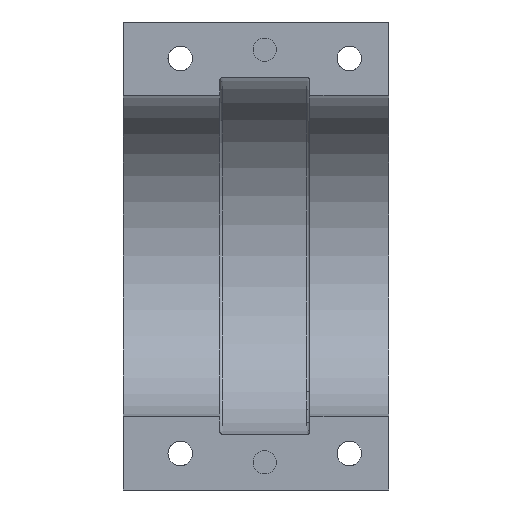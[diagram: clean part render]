
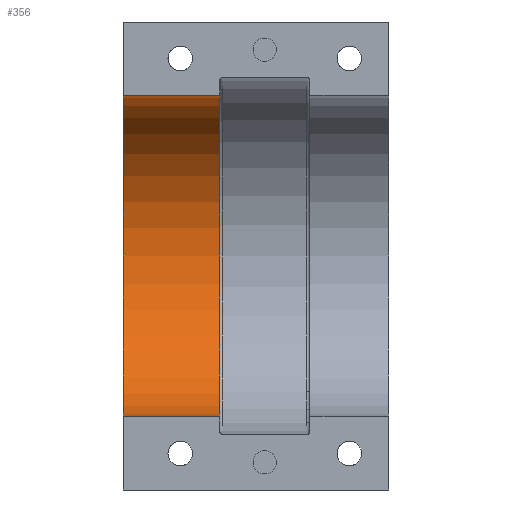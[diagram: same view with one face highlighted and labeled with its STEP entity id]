
A CAD part, front view. The second image highlights one B-rep face of the part: STEP entity #356.
In plain terms, the highlighted cylindrical face has radius 27.5 mm (diameter 55 mm), a partial arc.
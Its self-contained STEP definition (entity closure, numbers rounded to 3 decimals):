
#11 = DIRECTION ( 'NONE',  ( 1., 0., 0. ) ) ;
#19 = CARTESIAN_POINT ( 'NONE',  ( -24.2, 0., 0. ) ) ;
#31 = EDGE_LOOP ( 'NONE', ( #1422, #597, #974, #750 ) ) ;
#344 = EDGE_CURVE ( 'NONE', #610, #470, #792, .T. ) ;
#356 = ADVANCED_FACE ( 'NONE', ( #1495 ), #1859, .F. ) ;
#358 = DIRECTION ( 'NONE',  ( 1., 0., 0. ) ) ;
#470 = VERTEX_POINT ( 'NONE', #714 ) ;
#471 = DIRECTION ( 'NONE',  ( 1., 0., 0. ) ) ;
#597 = ORIENTED_EDGE ( 'NONE', *, *, #1889, .F. ) ;
#610 = VERTEX_POINT ( 'NONE', #1608 ) ;
#621 = CARTESIAN_POINT ( 'NONE',  ( 0., 0.55, -27.494 ) ) ;
#684 = VECTOR ( 'NONE', #1837, 1000. ) ;
#714 = CARTESIAN_POINT ( 'NONE',  ( -24.2, 0.55, -27.494 ) ) ;
#750 = ORIENTED_EDGE ( 'NONE', *, *, #2245, .T. ) ;
#792 = LINE ( 'NONE', #621, #1808 ) ;
#895 = CARTESIAN_POINT ( 'NONE',  ( -7.7, 0.55, 27.494 ) ) ;
#974 = ORIENTED_EDGE ( 'NONE', *, *, #344, .F. ) ;
#1032 = DIRECTION ( 'NONE',  ( 0., 0., -1. ) ) ;
#1080 = DIRECTION ( 'NONE',  ( 0., 0., 1. ) ) ;
#1207 = AXIS2_PLACEMENT_3D ( 'NONE', #2111, #358, #1032 ) ;
#1305 = CARTESIAN_POINT ( 'NONE',  ( 0., 0.55, 27.494 ) ) ;
#1328 = LINE ( 'NONE', #1305, #684 ) ;
#1422 = ORIENTED_EDGE ( 'NONE', *, *, #2047, .F. ) ;
#1495 = FACE_OUTER_BOUND ( 'NONE', #31, .T. ) ;
#1608 = CARTESIAN_POINT ( 'NONE',  ( -7.7, 0.55, -27.494 ) ) ;
#1611 = CIRCLE ( 'NONE', #1838, 27.5 ) ;
#1661 = CARTESIAN_POINT ( 'NONE',  ( -24.2, 0.55, 27.494 ) ) ;
#1686 = CIRCLE ( 'NONE', #1207, 27.5 ) ;
#1700 = CARTESIAN_POINT ( 'NONE',  ( 0., 0., 0. ) ) ;
#1710 = DIRECTION ( 'NONE',  ( 0., 0., -1. ) ) ;
#1738 = VERTEX_POINT ( 'NONE', #1661 ) ;
#1808 = VECTOR ( 'NONE', #2015, 1000. ) ;
#1837 = DIRECTION ( 'NONE',  ( 1., 0., 0. ) ) ;
#1838 = AXIS2_PLACEMENT_3D ( 'NONE', #19, #11, #1080 ) ;
#1859 = CYLINDRICAL_SURFACE ( 'NONE', #1913, 27.5 ) ;
#1889 = EDGE_CURVE ( 'NONE', #470, #1738, #1611, .T. ) ;
#1893 = VERTEX_POINT ( 'NONE', #895 ) ;
#1913 = AXIS2_PLACEMENT_3D ( 'NONE', #1700, #471, #1710 ) ;
#2015 = DIRECTION ( 'NONE',  ( -1., 0., 0. ) ) ;
#2047 = EDGE_CURVE ( 'NONE', #1738, #1893, #1328, .T. ) ;
#2111 = CARTESIAN_POINT ( 'NONE',  ( -7.7, 0., 0. ) ) ;
#2245 = EDGE_CURVE ( 'NONE', #610, #1893, #1686, .T. ) ;
